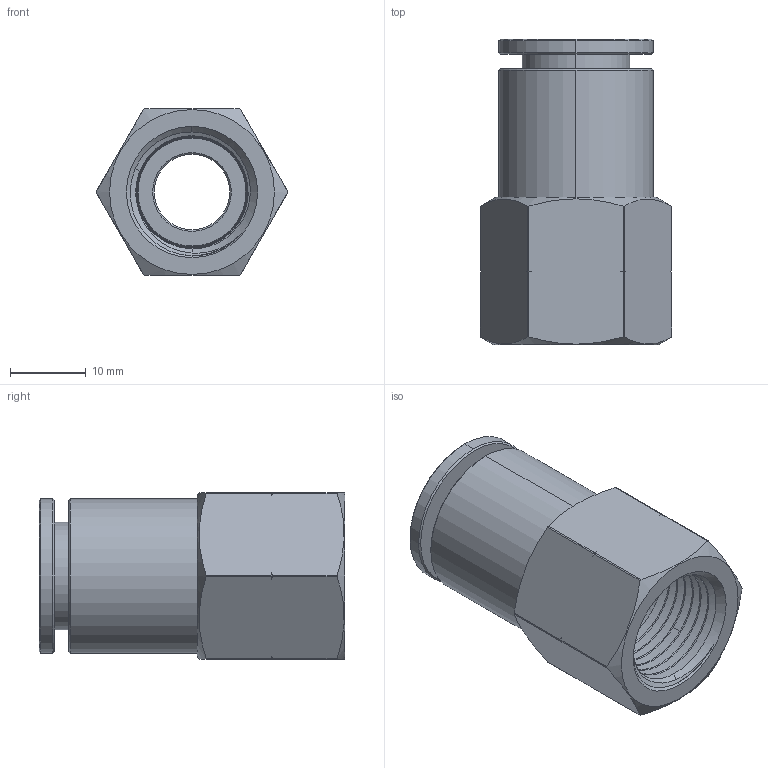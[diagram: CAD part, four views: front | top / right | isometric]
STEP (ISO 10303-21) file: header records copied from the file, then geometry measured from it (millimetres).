
FILE_DESCRIPTION (( 'STEP AP203' ), '1' );
FILE_NAME ('FCS1-2N3-8W.step', '2016-12-06T23:05:00', ( '' ), ( '' ), 'SwSTEP 2.0', 'SolidWorks 2016', '' );
FILE_SCHEMA (( 'CONFIG_CONTROL_DESIGN' ));
Length unit declared in the file: millimetre
Products named in the file (1): FCS1-2N3-8W
Bounding box: 25.34 x 40.4 x 22 mm (x, y, z)
Volume: 8364 mm3; surface area: 9259.2 mm2
Topology: 6 solids, 6 shells, 464 faces, 1300 edges, 855 vertices
Faces by surface type: cone 167, plane 157, cylinder 76, bspline 64
Entity records: 21498 total; most frequent: CARTESIAN_POINT 10460, ORIENTED_EDGE 2600, DIRECTION 1921, EDGE_CURVE 1300, VERTEX_POINT 855, AXIS2_PLACEMENT_3D 788, B_SPLINE_CURVE_WITH_KNOTS 568, EDGE_LOOP 483
